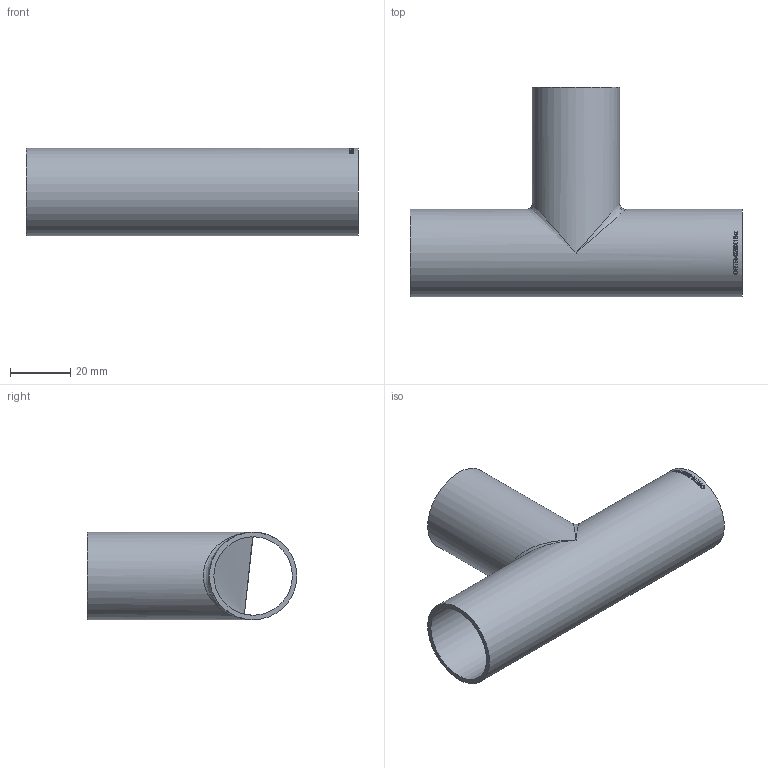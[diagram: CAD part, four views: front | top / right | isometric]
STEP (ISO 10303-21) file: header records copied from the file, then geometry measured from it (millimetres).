
FILE_DESCRIPTION (( 'STEP AP214' ), '1' );
FILE_NAME ('ORTR-029X15-x T-Stück 2004.STEP', '2020-04-06T12:20:55', ( '' ), ( '' ), 'SwSTEP 2.0', 'SolidWorks 2019', '' );
FILE_SCHEMA (( 'AUTOMOTIVE_DESIGN' ));
Length unit declared in the file: millimetre
Products named in the file (1): ORTR-029X15-x T-Stück 2004
Bounding box: 110 x 69.5 x 29 mm (x, y, z)
Volume: 19056.1 mm3; surface area: 25797 mm2
Topology: 1 solids, 1 shells, 182 faces, 487 edges, 316 vertices
Faces by surface type: bspline 104, plane 56, cylinder 22
Full cylindrical faces by diameter (mm): 26 x2, 29 x2
Entity records: 14604 total; most frequent: CARTESIAN_POINT 9157, ORIENTED_EDGE 946, EDGE_CURVE 473, DIRECTION 379, B_SPLINE_CURVE_WITH_KNOTS 318, VERTEX_POINT 316, EDGE_LOOP 209, FACE_OUTER_BOUND 186
